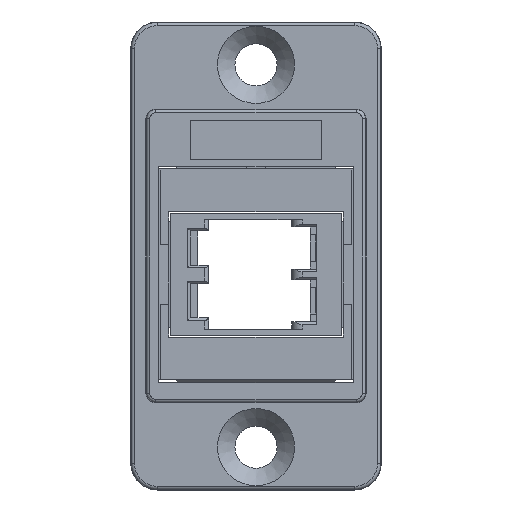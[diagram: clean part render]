
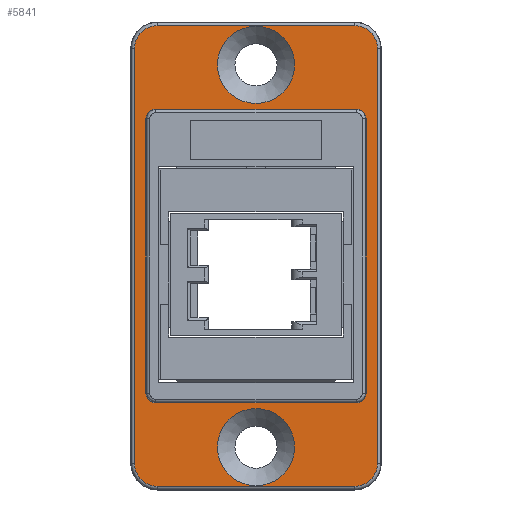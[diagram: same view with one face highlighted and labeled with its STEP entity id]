
A CAD part, front view. The second image highlights one B-rep face of the part: STEP entity #5841.
In plain terms, the highlighted planar face has unit normal (0, -1, 0).
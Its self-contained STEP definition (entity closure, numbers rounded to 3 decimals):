
#68=CIRCLE('',#6150,0.75);
#69=CIRCLE('',#6153,0.75);
#73=CIRCLE('',#6161,1.714);
#77=CIRCLE('',#6167,1.714);
#81=CIRCLE('',#6173,1.714);
#85=CIRCLE('',#6179,1.714);
#88=CIRCLE('',#6187,0.75);
#89=CIRCLE('',#6188,0.75);
#90=CIRCLE('',#6189,2.925);
#91=CIRCLE('',#6190,2.925);
#192=FACE_BOUND('',#580,.T.);
#193=FACE_BOUND('',#581,.T.);
#194=FACE_BOUND('',#582,.T.);
#279=FACE_OUTER_BOUND('',#579,.T.);
#579=EDGE_LOOP('',(#3872,#3873,#3874,#3875,#3876,#3877,#3878,#3879));
#580=EDGE_LOOP('',(#3880,#3881,#3882,#3883,#3884,#3885,#3886,#3887));
#581=EDGE_LOOP('',(#3888));
#582=EDGE_LOOP('',(#3889));
#932=LINE('',#8371,#1620);
#935=LINE('',#8379,#1623);
#945=LINE('',#8405,#1633);
#946=LINE('',#8416,#1634);
#948=LINE('',#8428,#1636);
#950=LINE('',#8440,#1638);
#959=LINE('',#8465,#1647);
#960=LINE('',#8469,#1648);
#1620=VECTOR('',#6667,10.);
#1623=VECTOR('',#6676,10.);
#1633=VECTOR('',#6694,10.);
#1634=VECTOR('',#6707,10.);
#1636=VECTOR('',#6721,10.);
#1638=VECTOR('',#6735,10.);
#1647=VECTOR('',#6764,10.);
#1648=VECTOR('',#6767,10.);
#2310=VERTEX_POINT('',#8363);
#2311=VERTEX_POINT('',#8365);
#2312=VERTEX_POINT('',#8369);
#2313=VERTEX_POINT('',#8373);
#2314=VERTEX_POINT('',#8377);
#2323=VERTEX_POINT('',#8398);
#2326=VERTEX_POINT('',#8403);
#2328=VERTEX_POINT('',#8408);
#2330=VERTEX_POINT('',#8414);
#2332=VERTEX_POINT('',#8420);
#2334=VERTEX_POINT('',#8426);
#2336=VERTEX_POINT('',#8432);
#2338=VERTEX_POINT('',#8438);
#2344=VERTEX_POINT('',#8464);
#2345=VERTEX_POINT('',#8466);
#2346=VERTEX_POINT('',#8468);
#2347=VERTEX_POINT('',#8471);
#2348=VERTEX_POINT('',#8473);
#2886=EDGE_CURVE('',#2310,#2311,#68,.F.);
#2889=EDGE_CURVE('',#2312,#2310,#932,.T.);
#2891=EDGE_CURVE('',#2313,#2312,#69,.F.);
#2893=EDGE_CURVE('',#2314,#2313,#935,.T.);
#2905=EDGE_CURVE('',#2326,#2323,#945,.T.);
#2907=EDGE_CURVE('',#2328,#2326,#73,.T.);
#2910=EDGE_CURVE('',#2330,#2328,#946,.T.);
#2913=EDGE_CURVE('',#2332,#2330,#77,.T.);
#2916=EDGE_CURVE('',#2334,#2332,#948,.T.);
#2919=EDGE_CURVE('',#2336,#2334,#81,.T.);
#2922=EDGE_CURVE('',#2338,#2336,#950,.T.);
#2925=EDGE_CURVE('',#2323,#2338,#85,.T.);
#2935=EDGE_CURVE('',#2311,#2344,#959,.T.);
#2936=EDGE_CURVE('',#2345,#2314,#88,.F.);
#2937=EDGE_CURVE('',#2346,#2345,#960,.T.);
#2938=EDGE_CURVE('',#2344,#2346,#89,.F.);
#2939=EDGE_CURVE('',#2347,#2347,#90,.T.);
#2940=EDGE_CURVE('',#2348,#2348,#91,.T.);
#3872=ORIENTED_EDGE('',*,*,#2905,.F.);
#3873=ORIENTED_EDGE('',*,*,#2907,.F.);
#3874=ORIENTED_EDGE('',*,*,#2910,.F.);
#3875=ORIENTED_EDGE('',*,*,#2913,.F.);
#3876=ORIENTED_EDGE('',*,*,#2916,.F.);
#3877=ORIENTED_EDGE('',*,*,#2919,.F.);
#3878=ORIENTED_EDGE('',*,*,#2922,.F.);
#3879=ORIENTED_EDGE('',*,*,#2925,.F.);
#3880=ORIENTED_EDGE('',*,*,#2935,.F.);
#3881=ORIENTED_EDGE('',*,*,#2886,.F.);
#3882=ORIENTED_EDGE('',*,*,#2889,.F.);
#3883=ORIENTED_EDGE('',*,*,#2891,.F.);
#3884=ORIENTED_EDGE('',*,*,#2893,.F.);
#3885=ORIENTED_EDGE('',*,*,#2936,.F.);
#3886=ORIENTED_EDGE('',*,*,#2937,.F.);
#3887=ORIENTED_EDGE('',*,*,#2938,.F.);
#3888=ORIENTED_EDGE('',*,*,#2939,.T.);
#3889=ORIENTED_EDGE('',*,*,#2940,.T.);
#5283=PLANE('',#6186);
#5841=ADVANCED_FACE('',(#279,#192,#193,#194),#5283,.T.);
#6150=AXIS2_PLACEMENT_3D('',#8366,#6661,#6662);
#6153=AXIS2_PLACEMENT_3D('',#8375,#6671,#6672);
#6161=AXIS2_PLACEMENT_3D('',#8410,#6699,#6700);
#6167=AXIS2_PLACEMENT_3D('',#8422,#6713,#6714);
#6173=AXIS2_PLACEMENT_3D('',#8434,#6727,#6728);
#6179=AXIS2_PLACEMENT_3D('',#8444,#6741,#6742);
#6186=AXIS2_PLACEMENT_3D('',#8463,#6762,#6763);
#6187=AXIS2_PLACEMENT_3D('',#8467,#6765,#6766);
#6188=AXIS2_PLACEMENT_3D('',#8470,#6768,#6769);
#6189=AXIS2_PLACEMENT_3D('',#8472,#6770,#6771);
#6190=AXIS2_PLACEMENT_3D('',#8474,#6772,#6773);
#6661=DIRECTION('center_axis',(0.,1.,0.));
#6662=DIRECTION('ref_axis',(0.707,0.,0.707));
#6667=DIRECTION('',(0.,0.,1.));
#6671=DIRECTION('center_axis',(0.,1.,0.));
#6672=DIRECTION('ref_axis',(0.707,0.,-0.707));
#6676=DIRECTION('',(1.,0.,0.));
#6694=DIRECTION('',(-1.,0.,0.));
#6699=DIRECTION('center_axis',(0.,1.,0.));
#6700=DIRECTION('ref_axis',(0.707,0.,-0.707));
#6707=DIRECTION('',(0.,0.,-1.));
#6713=DIRECTION('center_axis',(0.,1.,0.));
#6714=DIRECTION('ref_axis',(0.707,0.,0.707));
#6721=DIRECTION('',(1.,0.,0.));
#6727=DIRECTION('center_axis',(0.,1.,0.));
#6728=DIRECTION('ref_axis',(-0.707,0.,0.707));
#6735=DIRECTION('',(0.,0.,1.));
#6741=DIRECTION('center_axis',(0.,1.,0.));
#6742=DIRECTION('ref_axis',(-0.707,0.,-0.707));
#6762=DIRECTION('center_axis',(0.,-1.,0.));
#6763=DIRECTION('ref_axis',(0.,0.,-1.));
#6764=DIRECTION('',(-1.,0.,0.));
#6765=DIRECTION('center_axis',(0.,1.,0.));
#6766=DIRECTION('ref_axis',(-0.707,0.,-0.707));
#6767=DIRECTION('',(0.,0.,-1.));
#6768=DIRECTION('center_axis',(0.,1.,0.));
#6769=DIRECTION('ref_axis',(-0.707,0.,0.707));
#6770=DIRECTION('center_axis',(0.,1.,0.));
#6771=DIRECTION('ref_axis',(0.,0.,-1.));
#6772=DIRECTION('center_axis',(0.,1.,0.));
#6773=DIRECTION('ref_axis',(0.,0.,-1.));
#8363=CARTESIAN_POINT('',(8.35,-2.3,11.8));
#8365=CARTESIAN_POINT('',(7.6,-2.3,12.55));
#8366=CARTESIAN_POINT('Origin',(7.6,-2.3,11.8));
#8369=CARTESIAN_POINT('',(8.35,-2.3,-9.));
#8371=CARTESIAN_POINT('',(8.35,-2.3,6.975));
#8373=CARTESIAN_POINT('',(7.6,-2.3,-9.75));
#8375=CARTESIAN_POINT('Origin',(7.6,-2.3,-9.));
#8377=CARTESIAN_POINT('',(-7.6,-2.3,-9.75));
#8379=CARTESIAN_POINT('',(4.175,-2.3,-9.75));
#8398=CARTESIAN_POINT('',(-7.5,-2.3,-16.064));
#8403=CARTESIAN_POINT('',(7.5,-2.3,-16.064));
#8405=CARTESIAN_POINT('',(4.75,-2.3,-16.064));
#8408=CARTESIAN_POINT('',(9.214,-2.3,-14.35));
#8410=CARTESIAN_POINT('Origin',(7.5,-2.3,-14.35));
#8414=CARTESIAN_POINT('',(9.214,-2.3,17.15));
#8416=CARTESIAN_POINT('',(9.214,-2.3,10.275));
#8420=CARTESIAN_POINT('',(7.5,-2.3,18.864));
#8422=CARTESIAN_POINT('Origin',(7.5,-2.3,17.15));
#8426=CARTESIAN_POINT('',(-7.5,-2.3,18.864));
#8428=CARTESIAN_POINT('',(-4.75,-2.3,18.864));
#8432=CARTESIAN_POINT('',(-9.214,-2.3,17.15));
#8434=CARTESIAN_POINT('Origin',(-7.5,-2.3,17.15));
#8438=CARTESIAN_POINT('',(-9.214,-2.3,-14.35));
#8440=CARTESIAN_POINT('',(-9.214,-2.3,-7.475));
#8444=CARTESIAN_POINT('Origin',(-7.5,-2.3,-14.35));
#8463=CARTESIAN_POINT('Origin',(0.,-2.3,
1.4));
#8464=CARTESIAN_POINT('',(-7.6,-2.3,12.55));
#8465=CARTESIAN_POINT('',(-4.175,-2.3,12.55));
#8466=CARTESIAN_POINT('',(-8.35,-2.3,-9.));
#8467=CARTESIAN_POINT('Origin',(-7.6,-2.3,-9.));
#8468=CARTESIAN_POINT('',(-8.35,-2.3,11.8));
#8469=CARTESIAN_POINT('',(-8.35,-2.3,-4.175));
#8470=CARTESIAN_POINT('Origin',(-7.6,-2.3,11.8));
#8471=CARTESIAN_POINT('',(0.,-2.3,18.825));
#8472=CARTESIAN_POINT('Origin',(0.,-2.3,
15.9));
#8473=CARTESIAN_POINT('',(0.,-2.3,-10.175));
#8474=CARTESIAN_POINT('Origin',(0.,-2.3,
-13.1));
